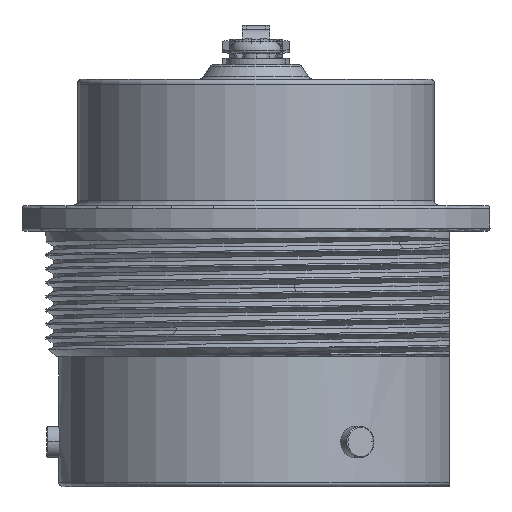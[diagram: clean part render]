
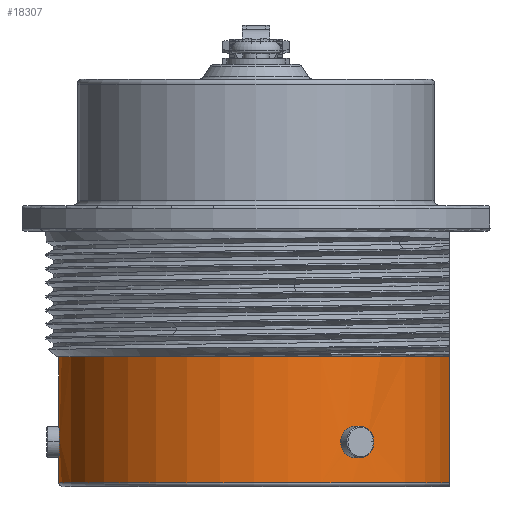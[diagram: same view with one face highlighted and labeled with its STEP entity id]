
A CAD part, left-side view. The second image highlights one B-rep face of the part: STEP entity #18307.
In plain terms, the highlighted cylindrical face has radius 20.05 mm (diameter 40.1 mm), a partial arc.
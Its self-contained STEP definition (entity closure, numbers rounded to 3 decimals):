
#312=DIRECTION('',(0.,0.,-1.));
#313=VECTOR('',#312,12.8);
#314=CARTESIAN_POINT('',(-3.885,-19.67,0.));
#315=LINE('',#314,#313);
#316=DIRECTION('',(0.,0.,1.));
#317=VECTOR('',#316,12.8);
#318=CARTESIAN_POINT('',(3.885,-19.67,-12.8));
#319=LINE('',#318,#317);
#320=CARTESIAN_POINT('',(-18.108,-8.607,
-8.65));
#321=CARTESIAN_POINT('',(-18.108,-8.607,
-8.839));
#322=CARTESIAN_POINT('',(-18.082,-8.664,
-9.196));
#323=CARTESIAN_POINT('',(-17.958,-8.92,
-9.698));
#324=CARTESIAN_POINT('',(-17.76,-9.309,
-10.063));
#325=CARTESIAN_POINT('',(-17.506,-9.78,
-10.258));
#326=CARTESIAN_POINT('',(-17.222,-10.272,
-10.258));
#327=CARTESIAN_POINT('',(-16.942,-10.727,
-10.062));
#328=CARTESIAN_POINT('',(-16.704,-11.092,
-9.697));
#329=CARTESIAN_POINT('',(-16.544,-11.327,
-9.195));
#330=CARTESIAN_POINT('',(-16.508,-11.379,
-8.839));
#331=CARTESIAN_POINT('',(-16.508,-11.379,
-8.65));
#333=CARTESIAN_POINT('',(-16.508,-11.379,
-8.65));
#334=CARTESIAN_POINT('',(-16.508,-11.379,
-8.461));
#335=CARTESIAN_POINT('',(-16.544,-11.327,
-8.104));
#336=CARTESIAN_POINT('',(-16.704,-11.092,
-7.602));
#337=CARTESIAN_POINT('',(-16.942,-10.726,
-7.237));
#338=CARTESIAN_POINT('',(-17.223,-10.271,
-7.042));
#339=CARTESIAN_POINT('',(-17.507,-9.779,
-7.042));
#340=CARTESIAN_POINT('',(-17.761,-9.308,
-7.238));
#341=CARTESIAN_POINT('',(-17.958,-8.92,
-7.603));
#342=CARTESIAN_POINT('',(-18.082,-8.664,
-8.105));
#343=CARTESIAN_POINT('',(-18.108,-8.607,
-8.461));
#344=CARTESIAN_POINT('',(-18.108,-8.607,
-8.65));
#346=CARTESIAN_POINT('',(1.6,19.986,-8.65));
#347=CARTESIAN_POINT('',(1.6,19.986,-8.839));
#348=CARTESIAN_POINT('',(1.538,19.991,-9.196));
#349=CARTESIAN_POINT('',(1.254,20.012,-9.698));
#350=CARTESIAN_POINT('',(0.818,20.035,-10.063));
#351=CARTESIAN_POINT('',(0.283,20.051,-10.258));
#352=CARTESIAN_POINT('',(-0.284,20.051,
-10.258));
#353=CARTESIAN_POINT('',(-0.819,20.035,
-10.062));
#354=CARTESIAN_POINT('',(-1.254,20.012,-9.697));
#355=CARTESIAN_POINT('',(-1.538,19.991,-9.195));
#356=CARTESIAN_POINT('',(-1.6,19.986,-8.839));
#357=CARTESIAN_POINT('',(-1.6,19.986,-8.65));
#359=CARTESIAN_POINT('',(-1.6,19.986,-8.65));
#360=CARTESIAN_POINT('',(-1.6,19.986,-8.461));
#361=CARTESIAN_POINT('',(-1.538,19.991,-8.104));
#362=CARTESIAN_POINT('',(-1.254,20.012,-7.602));
#363=CARTESIAN_POINT('',(-0.818,20.035,
-7.237));
#364=CARTESIAN_POINT('',(-0.283,20.051,
-7.042));
#365=CARTESIAN_POINT('',(0.284,20.051,-7.042));
#366=CARTESIAN_POINT('',(0.819,20.035,-7.238));
#367=CARTESIAN_POINT('',(1.254,20.012,-7.603));
#368=CARTESIAN_POINT('',(1.538,19.991,-8.105));
#369=CARTESIAN_POINT('',(1.6,19.986,-8.461));
#370=CARTESIAN_POINT('',(1.6,19.986,-8.65));
#372=CARTESIAN_POINT('',(16.508,-11.379,-8.65));
#373=CARTESIAN_POINT('',(16.508,-11.379,-8.839));
#374=CARTESIAN_POINT('',(16.544,-11.327,-9.196));
#375=CARTESIAN_POINT('',(16.704,-11.092,-9.698));
#376=CARTESIAN_POINT('',(16.942,-10.726,-10.063));
#377=CARTESIAN_POINT('',(17.223,-10.271,-10.258));
#378=CARTESIAN_POINT('',(17.507,-9.779,-10.258));
#379=CARTESIAN_POINT('',(17.761,-9.308,-10.062));
#380=CARTESIAN_POINT('',(17.958,-8.92,-9.697));
#381=CARTESIAN_POINT('',(18.082,-8.664,-9.195));
#382=CARTESIAN_POINT('',(18.108,-8.607,-8.839));
#383=CARTESIAN_POINT('',(18.108,-8.607,-8.65));
#385=CARTESIAN_POINT('',(18.108,-8.607,-8.65));
#386=CARTESIAN_POINT('',(18.108,-8.607,-8.461));
#387=CARTESIAN_POINT('',(18.082,-8.664,-8.104));
#388=CARTESIAN_POINT('',(17.958,-8.92,-7.602));
#389=CARTESIAN_POINT('',(17.76,-9.309,-7.237));
#390=CARTESIAN_POINT('',(17.506,-9.78,-7.042));
#391=CARTESIAN_POINT('',(17.222,-10.272,-7.042));
#392=CARTESIAN_POINT('',(16.942,-10.727,-7.238));
#393=CARTESIAN_POINT('',(16.704,-11.092,-7.603));
#394=CARTESIAN_POINT('',(16.544,-11.327,-8.105));
#395=CARTESIAN_POINT('',(16.508,-11.379,-8.461));
#396=CARTESIAN_POINT('',(16.508,-11.379,-8.65));
#398=CARTESIAN_POINT('',(0.,0.,0.));
#399=DIRECTION('',(0.,0.,1.));
#400=DIRECTION('',(0.194,-0.981,0.));
#401=AXIS2_PLACEMENT_3D('',#398,#399,#400);
#1920=CARTESIAN_POINT('',(0.,0.,-12.8));
#1921=DIRECTION('',(0.,0.,1.));
#1922=DIRECTION('',(0.194,-0.981,0.));
#1923=AXIS2_PLACEMENT_3D('',#1920,#1921,#1922);
#14407=CARTESIAN_POINT('',(-3.885,-19.67,0.));
#14409=VERTEX_POINT('',#14407);
#14411=CARTESIAN_POINT('',(3.885,-19.67,0.));
#14412=VERTEX_POINT('',#14411);
#14415=CARTESIAN_POINT('',(-3.885,-19.67,
-12.8));
#14416=VERTEX_POINT('',#14415);
#14417=CARTESIAN_POINT('',(3.885,-19.67,-12.8));
#14418=VERTEX_POINT('',#14417);
#14419=VERTEX_POINT('',#320);
#14420=VERTEX_POINT('',#331);
#14421=VERTEX_POINT('',#346);
#14422=VERTEX_POINT('',#357);
#14423=VERTEX_POINT('',#372);
#14424=VERTEX_POINT('',#383);
#18276=CARTESIAN_POINT('',(0.,0.,0.256));
#18277=DIRECTION('',(0.,0.,-1.));
#18278=DIRECTION('',(0.,-1.,0.));
#18279=AXIS2_PLACEMENT_3D('',#18276,#18277,#18278);
#18280=CYLINDRICAL_SURFACE('',#18279,20.05);
#18282=ORIENTED_EDGE('',*,*,#18281,.T.);
#18283=ORIENTED_EDGE('',*,*,#18125,.T.);
#18285=ORIENTED_EDGE('',*,*,#18284,.F.);
#18286=ORIENTED_EDGE('',*,*,#18267,.T.);
#18287=EDGE_LOOP('',(#18282,#18283,#18285,#18286));
#18288=FACE_OUTER_BOUND('',#18287,.F.);
#18290=ORIENTED_EDGE('',*,*,#18289,.T.);
#18292=ORIENTED_EDGE('',*,*,#18291,.T.);
#18293=EDGE_LOOP('',(#18290,#18292));
#18294=FACE_BOUND('',#18293,.F.);
#18296=ORIENTED_EDGE('',*,*,#18295,.T.);
#18298=ORIENTED_EDGE('',*,*,#18297,.T.);
#18299=EDGE_LOOP('',(#18296,#18298));
#18300=FACE_BOUND('',#18299,.F.);
#18302=ORIENTED_EDGE('',*,*,#18301,.T.);
#18304=ORIENTED_EDGE('',*,*,#18303,.T.);
#18305=EDGE_LOOP('',(#18302,#18304));
#18306=FACE_BOUND('',#18305,.F.);
#18307=ADVANCED_FACE('',(#18288,#18294,#18300,#18306),#18280,.T.);
#332=B_SPLINE_CURVE_WITH_KNOTS('',3,(#320,#321,#322,#323,#324,#325,#326,#327,
#328,#329,#330,#331),.UNSPECIFIED.,.F.,.F.,(4,1,1,1,1,1,1,1,1,4),(0.,
0.111,0.222,0.333,0.444,
0.556,0.667,0.778,0.889,1.),
.UNSPECIFIED.);
#345=B_SPLINE_CURVE_WITH_KNOTS('',3,(#333,#334,#335,#336,#337,#338,#339,#340,
#341,#342,#343,#344),.UNSPECIFIED.,.F.,.F.,(4,1,1,1,1,1,1,1,1,4),(0.,
0.111,0.222,0.333,0.444,
0.556,0.667,0.778,0.889,1.),
.UNSPECIFIED.);
#358=B_SPLINE_CURVE_WITH_KNOTS('',3,(#346,#347,#348,#349,#350,#351,#352,#353,
#354,#355,#356,#357),.UNSPECIFIED.,.F.,.F.,(4,1,1,1,1,1,1,1,1,4),(0.,
0.111,0.222,0.333,0.444,
0.556,0.667,0.778,0.889,1.),
.UNSPECIFIED.);
#371=B_SPLINE_CURVE_WITH_KNOTS('',3,(#359,#360,#361,#362,#363,#364,#365,#366,
#367,#368,#369,#370),.UNSPECIFIED.,.F.,.F.,(4,1,1,1,1,1,1,1,1,4),(0.,
0.111,0.222,0.333,0.444,
0.556,0.667,0.778,0.889,1.),
.UNSPECIFIED.);
#384=B_SPLINE_CURVE_WITH_KNOTS('',3,(#372,#373,#374,#375,#376,#377,#378,#379,
#380,#381,#382,#383),.UNSPECIFIED.,.F.,.F.,(4,1,1,1,1,1,1,1,1,4),(0.,
0.111,0.222,0.333,0.444,
0.556,0.667,0.778,0.889,1.),
.UNSPECIFIED.);
#397=B_SPLINE_CURVE_WITH_KNOTS('',3,(#385,#386,#387,#388,#389,#390,#391,#392,
#393,#394,#395,#396),.UNSPECIFIED.,.F.,.F.,(4,1,1,1,1,1,1,1,1,4),(0.,
0.111,0.222,0.333,0.444,
0.556,0.667,0.778,0.889,1.),
.UNSPECIFIED.);
#402=CIRCLE('',#401,20.05);
#1924=CIRCLE('',#1923,20.05);
#18125=EDGE_CURVE('',#14409,#14416,#315,.T.);
#18267=EDGE_CURVE('',#14418,#14412,#319,.T.);
#18281=EDGE_CURVE('',#14412,#14409,#402,.T.);
#18284=EDGE_CURVE('',#14418,#14416,#1924,.T.);
#18289=EDGE_CURVE('',#14419,#14420,#332,.T.);
#18291=EDGE_CURVE('',#14420,#14419,#345,.T.);
#18295=EDGE_CURVE('',#14421,#14422,#358,.T.);
#18297=EDGE_CURVE('',#14422,#14421,#371,.T.);
#18301=EDGE_CURVE('',#14423,#14424,#384,.T.);
#18303=EDGE_CURVE('',#14424,#14423,#397,.T.);
